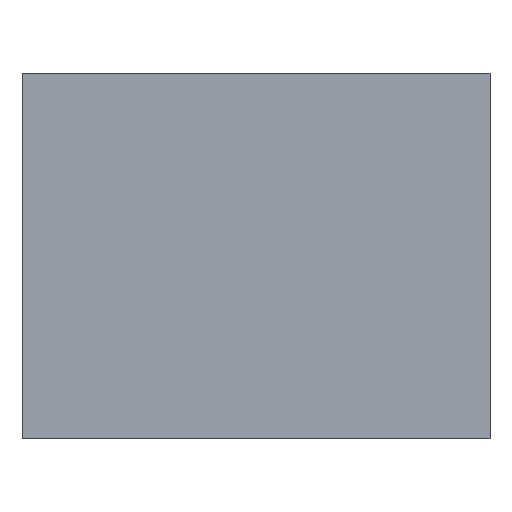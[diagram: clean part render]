
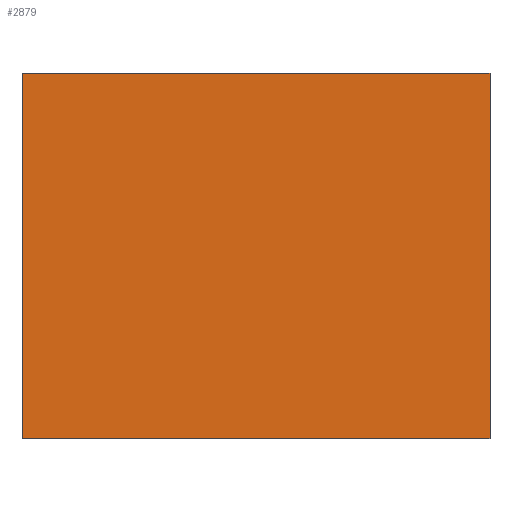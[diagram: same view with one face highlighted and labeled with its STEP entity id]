
A CAD part, top view. The second image highlights one B-rep face of the part: STEP entity #2879.
In plain terms, the highlighted planar face has unit normal (0, 0, 1).
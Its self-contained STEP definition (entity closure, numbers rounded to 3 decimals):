
#635 = VERTEX_POINT ( 'NONE', #1871 ) ;
#1058 = LINE ( 'NONE', #6792, #1393 ) ;
#1166 = ORIENTED_EDGE ( 'NONE', *, *, #2372, .T. ) ;
#1393 = VECTOR ( 'NONE', #6608, 1000. ) ;
#1871 = CARTESIAN_POINT ( 'NONE',  ( -13.2, 0., 5.65 ) ) ;
#2009 = EDGE_CURVE ( 'NONE', #4168, #8712, #3816, .T. ) ;
#2076 = EDGE_CURVE ( 'NONE', #2410, #4168, #5950, .T. ) ;
#2372 = EDGE_CURVE ( 'NONE', #2410, #635, #11241, .T. ) ;
#2410 = VERTEX_POINT ( 'NONE', #8825 ) ;
#2605 = CARTESIAN_POINT ( 'NONE',  ( -13.2, 20.6, 5.65 ) ) ;
#2879 = ADVANCED_FACE ( 'NONE', ( #8664 ), #11753, .F. ) ;
#3586 = VECTOR ( 'NONE', #6944, 1000. ) ;
#3816 = LINE ( 'NONE', #11509, #4592 ) ;
#3957 = CARTESIAN_POINT ( 'NONE',  ( 13.2, 20.6, 5.65 ) ) ;
#4168 = VERTEX_POINT ( 'NONE', #3957 ) ;
#4592 = VECTOR ( 'NONE', #8717, 1000. ) ;
#4849 = EDGE_CURVE ( 'NONE', #635, #8712, #1058, .T. ) ;
#4883 = DIRECTION ( 'NONE',  ( -1., 0., 0. ) ) ;
#5142 = CARTESIAN_POINT ( 'NONE',  ( 13.2, 0., 5.65 ) ) ;
#5891 = CARTESIAN_POINT ( 'NONE',  ( -13.2, 20.6, 5.65 ) ) ;
#5950 = LINE ( 'NONE', #10551, #3586 ) ;
#6024 = AXIS2_PLACEMENT_3D ( 'NONE', #5891, #9795, #4883 ) ;
#6436 = ORIENTED_EDGE ( 'NONE', *, *, #4849, .T. ) ;
#6608 = DIRECTION ( 'NONE',  ( 1., 0., 0. ) ) ;
#6792 = CARTESIAN_POINT ( 'NONE',  ( -13.2, 0., 5.65 ) ) ;
#6944 = DIRECTION ( 'NONE',  ( 1., 0., 0. ) ) ;
#8239 = EDGE_LOOP ( 'NONE', ( #6436, #12171, #10067, #1166 ) ) ;
#8664 = FACE_OUTER_BOUND ( 'NONE', #8239, .T. ) ;
#8712 = VERTEX_POINT ( 'NONE', #5142 ) ;
#8717 = DIRECTION ( 'NONE',  ( 0., -1., 0. ) ) ;
#8825 = CARTESIAN_POINT ( 'NONE',  ( -13.2, 20.6, 5.65 ) ) ;
#9427 = VECTOR ( 'NONE', #12181, 1000. ) ;
#9795 = DIRECTION ( 'NONE',  ( 0., 0., -1. ) ) ;
#10067 = ORIENTED_EDGE ( 'NONE', *, *, #2076, .F. ) ;
#10551 = CARTESIAN_POINT ( 'NONE',  ( -13.2, 20.6, 5.65 ) ) ;
#11241 = LINE ( 'NONE', #2605, #9427 ) ;
#11509 = CARTESIAN_POINT ( 'NONE',  ( 13.2, 20.6, 5.65 ) ) ;
#11753 = PLANE ( 'NONE',  #6024 ) ;
#12171 = ORIENTED_EDGE ( 'NONE', *, *, #2009, .F. ) ;
#12181 = DIRECTION ( 'NONE',  ( 0., -1., 0. ) ) ;
